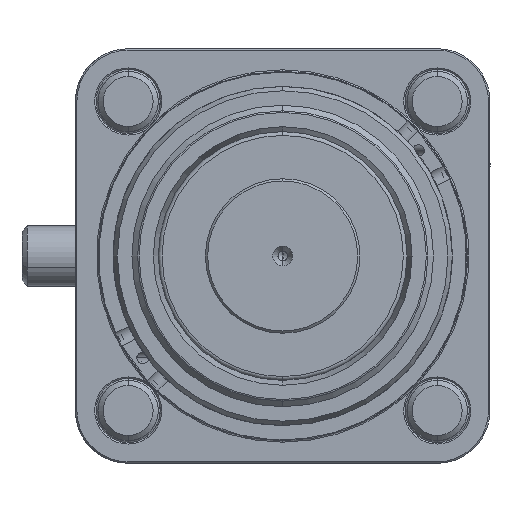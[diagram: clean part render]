
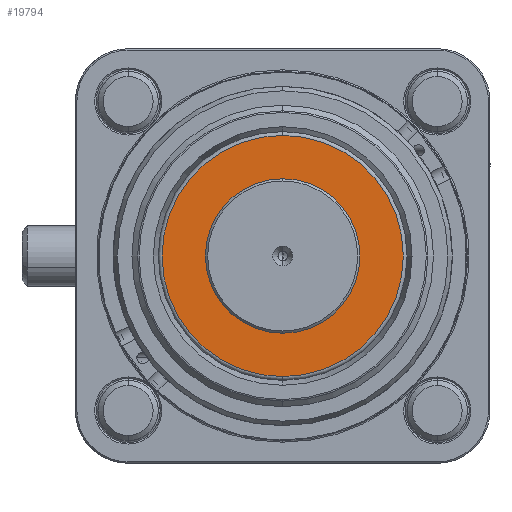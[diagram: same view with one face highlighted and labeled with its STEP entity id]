
A CAD part, front view. The second image highlights one B-rep face of the part: STEP entity #19794.
In plain terms, the highlighted planar face has unit normal (0, -1, 0).
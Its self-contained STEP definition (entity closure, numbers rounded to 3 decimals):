
#1292 = CARTESIAN_POINT ( 'NONE',  ( 0., -32.005, 0. ) ) ;
#1947 = DIRECTION ( 'NONE',  ( 0., -1., 0. ) ) ;
#4568 = DIRECTION ( 'NONE',  ( 0., 0., 1. ) ) ;
#6816 = FACE_OUTER_BOUND ( 'NONE', #23823, .T. ) ;
#7008 = DIRECTION ( 'NONE',  ( 0., -1., 0. ) ) ;
#8966 = EDGE_CURVE ( 'NONE', #27832, #11997, #14232, .T. ) ;
#9432 = EDGE_CURVE ( 'NONE', #11997, #27832, #19105, .T. ) ;
#10536 = ORIENTED_EDGE ( 'NONE', *, *, #8966, .F. ) ;
#11221 = CARTESIAN_POINT ( 'NONE',  ( 0., -32.005, 16. ) ) ;
#11878 = DIRECTION ( 'NONE',  ( 0., -1., 0. ) ) ;
#11997 = VERTEX_POINT ( 'NONE', #23825 ) ;
#12340 = CIRCLE ( 'NONE', #23842, 16. ) ;
#12598 = AXIS2_PLACEMENT_3D ( 'NONE', #16108, #18391, #21015 ) ;
#13633 = ORIENTED_EDGE ( 'NONE', *, *, #9432, .F. ) ;
#14232 = CIRCLE ( 'NONE', #12598, 10.25 ) ;
#14352 = DIRECTION ( 'NONE',  ( 0., 1., 0. ) ) ;
#15836 = CIRCLE ( 'NONE', #29374, 16. ) ;
#16108 = CARTESIAN_POINT ( 'NONE',  ( 0., -32.005, 0. ) ) ;
#16407 = ORIENTED_EDGE ( 'NONE', *, *, #27950, .T. ) ;
#16636 = CARTESIAN_POINT ( 'NONE',  ( 0., -32.005, 0. ) ) ;
#16812 = PLANE ( 'NONE',  #24853 ) ;
#16993 = DIRECTION ( 'NONE',  ( 0., 0., 1. ) ) ;
#18391 = DIRECTION ( 'NONE',  ( 0., -1., 0. ) ) ;
#19105 = CIRCLE ( 'NONE', #25883, 10.25 ) ;
#19259 = FACE_BOUND ( 'NONE', #25341, .T. ) ;
#19597 = EDGE_CURVE ( 'NONE', #23548, #23460, #12340, .T. ) ;
#19794 = ADVANCED_FACE ( 'NONE', ( #19259, #6816 ), #16812, .F. ) ;
#21015 = DIRECTION ( 'NONE',  ( 0., 0., 1. ) ) ;
#23460 = VERTEX_POINT ( 'NONE', #11221 ) ;
#23467 = ORIENTED_EDGE ( 'NONE', *, *, #19597, .T. ) ;
#23548 = VERTEX_POINT ( 'NONE', #31999 ) ;
#23823 = EDGE_LOOP ( 'NONE', ( #16407, #23467 ) ) ;
#23825 = CARTESIAN_POINT ( 'NONE',  ( 0., -32.005, 10.25 ) ) ;
#23842 = AXIS2_PLACEMENT_3D ( 'NONE', #1292, #7008, #16993 ) ;
#24137 = DIRECTION ( 'NONE',  ( 0., 0., 1. ) ) ;
#24305 = DIRECTION ( 'NONE',  ( 0., 0., -1. ) ) ;
#24853 = AXIS2_PLACEMENT_3D ( 'NONE', #26738, #14352, #24305 ) ;
#25341 = EDGE_LOOP ( 'NONE', ( #10536, #13633 ) ) ;
#25779 = CARTESIAN_POINT ( 'NONE',  ( 0., -32.005, -10.25 ) ) ;
#25883 = AXIS2_PLACEMENT_3D ( 'NONE', #29735, #1947, #4568 ) ;
#26738 = CARTESIAN_POINT ( 'NONE',  ( -16., -32.005, 0. ) ) ;
#27832 = VERTEX_POINT ( 'NONE', #25779 ) ;
#27950 = EDGE_CURVE ( 'NONE', #23460, #23548, #15836, .T. ) ;
#29374 = AXIS2_PLACEMENT_3D ( 'NONE', #16636, #11878, #24137 ) ;
#29735 = CARTESIAN_POINT ( 'NONE',  ( 0., -32.005, 0. ) ) ;
#31999 = CARTESIAN_POINT ( 'NONE',  ( 0., -32.005, -16. ) ) ;
